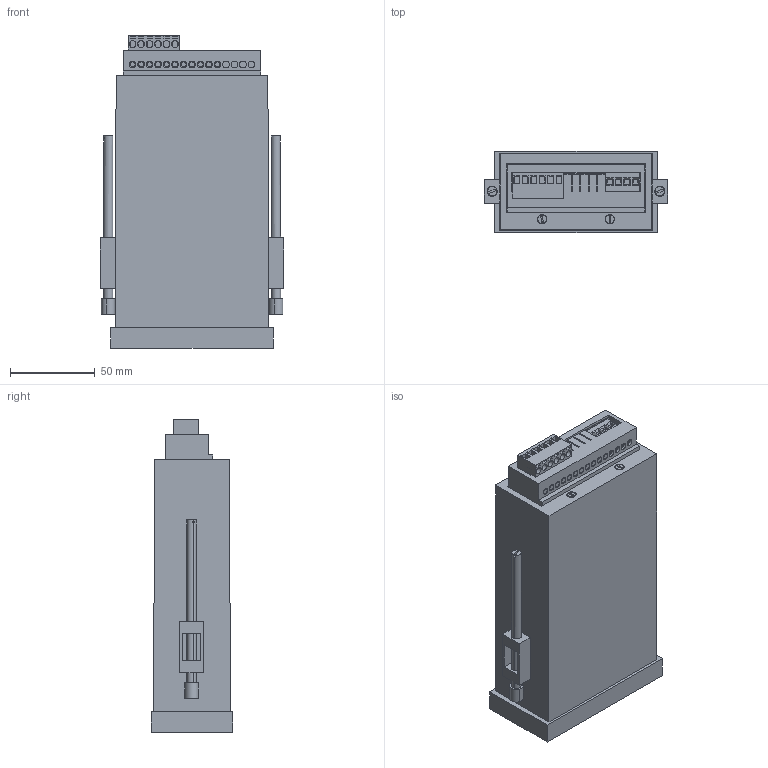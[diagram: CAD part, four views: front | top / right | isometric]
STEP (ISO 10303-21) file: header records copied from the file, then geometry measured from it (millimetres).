
FILE_DESCRIPTION (( 'STEP AP214' ), '1' );
FILE_NAME ('IC-048-07.STEP', '2022-01-17T14:11:30', ( '' ), ( '' ), 'SwSTEP 2.0', 'SolidWorks 2017', '' );
FILE_SCHEMA (( 'AUTOMOTIVE_DESIGN' ));
Length unit declared in the file: millimetre
Products named in the file (34): BP-48-Euro Term.; Red Transparent Sheet RTS-96-01; Clamp-Plastic-2; Case IC-048; Screw-Countershank; Clamp-110; Clamp-Plastic-1; Back Plate-48-Euro Terminal; Euro fixed Terminal-4Way; Clamp-Metal-110; IC-048-07; Front Plate FP-48-01 with Acryalic Red; BrassInsert; Front Plate FP-48-01; IC-048-EuroTermPCB; Euro Terminal5mm-Plug-In-6Way
Assembly tree (19 placements, depth 3):
  BP-48-Euro Term.
  Red Transparent Sheet RTS-96-01
  Case IC-048
  Screw-Countershank
  Clamp-Plastic-1
Bounding box: 107.92 x 48 x 184.3 mm (x, y, z)
Volume: 142748.1 mm3; surface area: 160894.9 mm2
Topology: 18 solids, 18 shells, 799 faces, 2169 edges, 1426 vertices
Faces by surface type: plane 545, cylinder 242, cone 12
Entity records: 24212 total; most frequent: CARTESIAN_POINT 4058, DIRECTION 4038, ORIENTED_EDGE 3978, EDGE_CURVE 1989, LINE 1428, VECTOR 1428, VERTEX_POINT 1309, AXIS2_PLACEMENT_3D 1305
